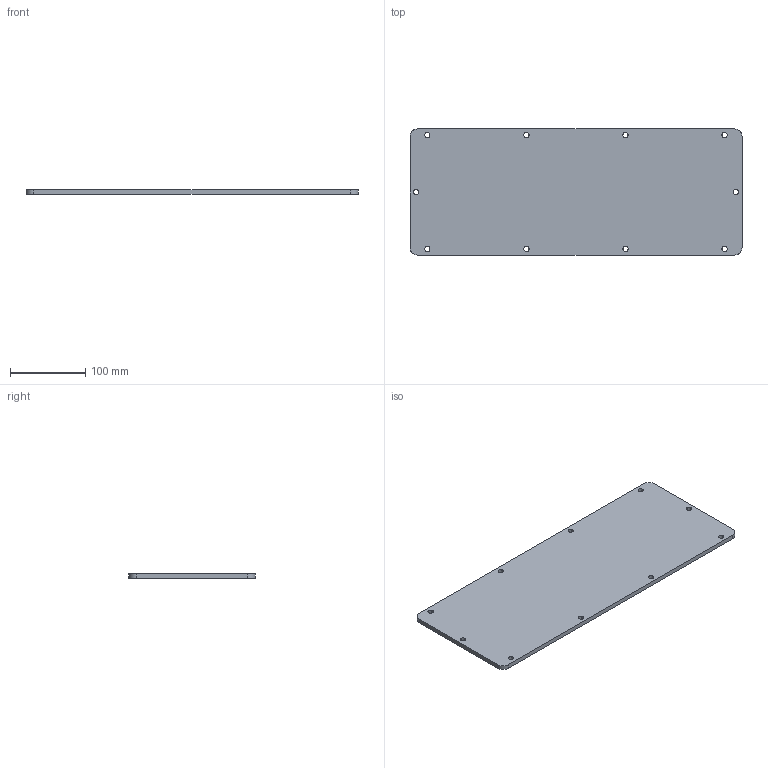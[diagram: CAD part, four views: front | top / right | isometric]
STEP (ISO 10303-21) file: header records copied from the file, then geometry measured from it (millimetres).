
FILE_DESCRIPTION(('CATIA V5R24 STEP','CAx-IF Rec.Pracs.--- Model Styling and Organization---1.2---2011-12-15'),'2;1');
FILE_NAME ('D1450313_0', '2018-02-02T10:47:58+00:00', ('Weidmueller Interface'), ('Weidmueller'), 'CATIA Version 5-6 Release 2014 SP4 HF52', 'CATIA V5 STEP AP214', 'none');
FILE_SCHEMA(('AUTOMOTIVE_DESIGN { 1 0 10303 214 1 1 1 1 }'));
Length unit declared in the file: millimetre
Products named in the file (1): GP_KTB_620x450x200_AB
Bounding box: 440 x 167 x 6 mm (x, y, z)
Volume: 438055.9 mm3; surface area: 154519.1 mm2
Topology: 1 solids, 1 shells, 34 faces, 96 edges, 64 vertices
Faces by surface type: cylinder 28, plane 6
Entity records: 1306 total; most frequent: CARTESIAN_POINT 443, ORIENTED_EDGE 192, DIRECTION 122, EDGE_CURVE 96, VERTEX_POINT 64, AXIS2_PLACEMENT_3D 57, EDGE_LOOP 54, VECTOR 40
